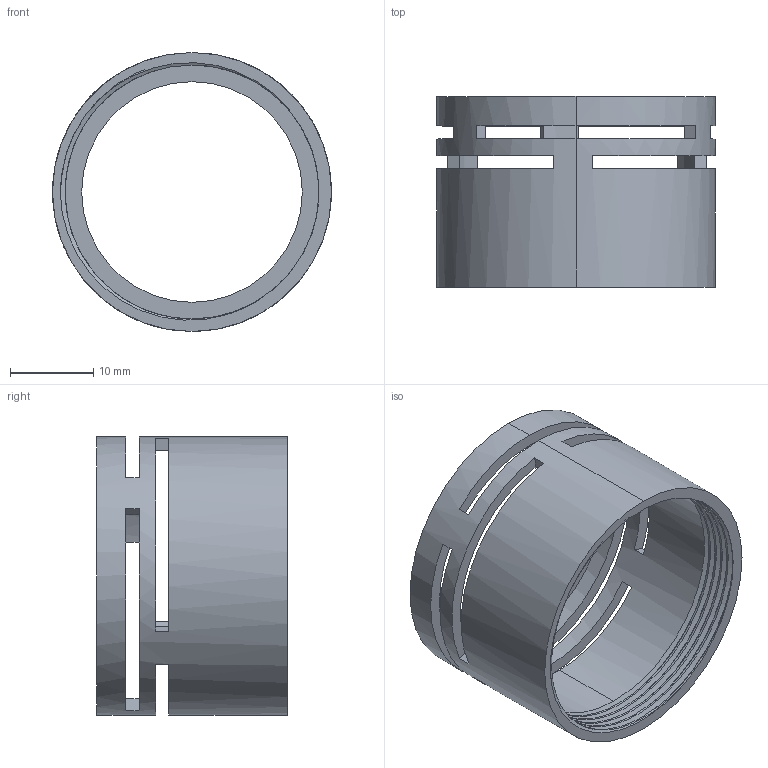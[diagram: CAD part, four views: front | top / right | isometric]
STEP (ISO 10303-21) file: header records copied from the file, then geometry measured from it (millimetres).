
FILE_DESCRIPTION (( 'STEP AP203' ), '1' );
FILE_NAME ('TopSpringOreSatLive.STEP', '2021-05-19T04:02:12', ( '' ), ( '' ), 'SwSTEP 2.0', 'SolidWorks 2020', '' );
FILE_SCHEMA (( 'CONFIG_CONTROL_DESIGN' ));
Length unit declared in the file: millimetre
Products named in the file (1): TopSpringOreSatLive
Bounding box: 33.44 x 22.84 x 33.44 mm (x, y, z)
Volume: 3179.4 mm3; surface area: 5510.3 mm2
Topology: 1 solids, 1 shells, 46 faces, 141 edges, 94 vertices
Faces by surface type: plane 28, cylinder 15, bspline 3
Entity records: 2576 total; most frequent: CARTESIAN_POINT 1255, ORIENTED_EDGE 282, DIRECTION 245, EDGE_CURVE 141, VERTEX_POINT 94, AXIS2_PLACEMENT_3D 87, LINE 71, VECTOR 71
